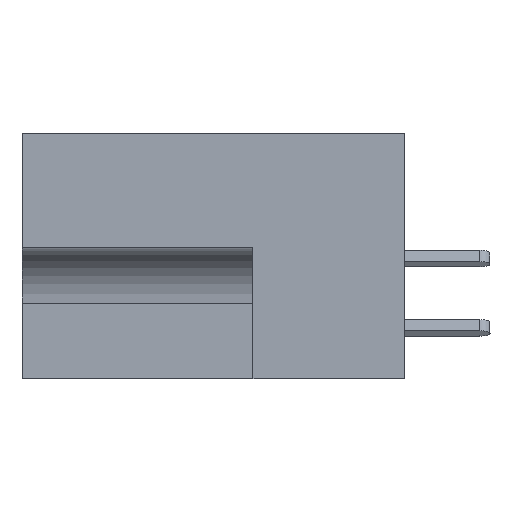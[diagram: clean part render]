
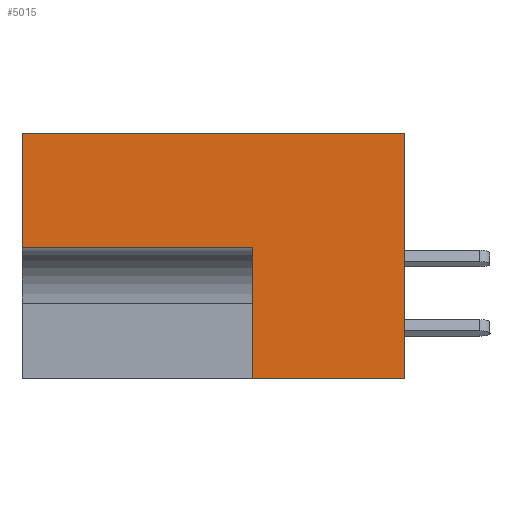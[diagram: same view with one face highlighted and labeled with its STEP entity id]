
A CAD part, left-side view. The second image highlights one B-rep face of the part: STEP entity #5015.
In plain terms, the highlighted planar face has unit normal (-1, 0, 0).
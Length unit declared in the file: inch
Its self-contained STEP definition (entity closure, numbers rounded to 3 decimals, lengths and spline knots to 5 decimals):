
#425 = EDGE_CURVE ( 'NONE', #2236, #6716, #1799, .T. ) ;
#948 = CARTESIAN_POINT ( 'NONE',  ( 0., 0.828, 0. ) ) ;
#950 = PLANE ( 'NONE',  #16137 ) ;
#1069 = ORIENTED_EDGE ( 'NONE', *, *, #425, .F. ) ;
#1117 = DIRECTION ( 'NONE',  ( 0., 0., 1. ) ) ;
#1799 = LINE ( 'NONE', #2069, #13151 ) ;
#1995 = ORIENTED_EDGE ( 'NONE', *, *, #12860, .F. ) ;
#2069 = CARTESIAN_POINT ( 'NONE',  ( 0., 0.328, -0.248 ) ) ;
#2236 = VERTEX_POINT ( 'NONE', #9332 ) ;
#2496 = DIRECTION ( 'NONE',  ( 0., 0., 1. ) ) ;
#2799 = LINE ( 'NONE', #15179, #17329 ) ;
#2889 = FACE_OUTER_BOUND ( 'NONE', #3681, .T. ) ;
#3484 = CARTESIAN_POINT ( 'NONE',  ( 0., 0.453, 0. ) ) ;
#3543 = DIRECTION ( 'NONE',  ( 0., 0., -1. ) ) ;
#3681 = EDGE_LOOP ( 'NONE', ( #16605, #1069, #8989, #11117, #15613, #1995 ) ) ;
#4368 = CARTESIAN_POINT ( 'NONE',  ( 0., 0.828, -0.248 ) ) ;
#5015 = ADVANCED_FACE ( 'NONE', ( #2889 ), #950, .F. ) ;
#5248 = CARTESIAN_POINT ( 'NONE',  ( 0., 0.328, -0.531 ) ) ;
#6048 = VERTEX_POINT ( 'NONE', #5248 ) ;
#6386 = LINE ( 'NONE', #16825, #8679 ) ;
#6716 = VERTEX_POINT ( 'NONE', #4368 ) ;
#7035 = VERTEX_POINT ( 'NONE', #948 ) ;
#7905 = EDGE_CURVE ( 'NONE', #9361, #16564, #14683, .T. ) ;
#8679 = VECTOR ( 'NONE', #1117, 39.37008 ) ;
#8989 = ORIENTED_EDGE ( 'NONE', *, *, #10889, .F. ) ;
#9307 = CARTESIAN_POINT ( 'NONE',  ( 0., 0., -0.531 ) ) ;
#9332 = CARTESIAN_POINT ( 'NONE',  ( 0., 0.328, -0.248 ) ) ;
#9361 = VERTEX_POINT ( 'NONE', #9307 ) ;
#9945 = CARTESIAN_POINT ( 'NONE',  ( 0., 0., 0. ) ) ;
#10523 = EDGE_CURVE ( 'NONE', #6048, #9361, #17124, .T. ) ;
#10558 = EDGE_CURVE ( 'NONE', #6716, #7035, #13536, .T. ) ;
#10793 = VECTOR ( 'NONE', #14374, 39.37008 ) ;
#10889 = EDGE_CURVE ( 'NONE', #6048, #2236, #6386, .T. ) ;
#10971 = VECTOR ( 'NONE', #2496, 39.37008 ) ;
#11117 = ORIENTED_EDGE ( 'NONE', *, *, #10523, .T. ) ;
#12860 = EDGE_CURVE ( 'NONE', #7035, #16564, #2799, .T. ) ;
#13113 = CARTESIAN_POINT ( 'NONE',  ( 0., 0., 0. ) ) ;
#13151 = VECTOR ( 'NONE', #16700, 39.37008 ) ;
#13536 = LINE ( 'NONE', #17202, #10971 ) ;
#13608 = DIRECTION ( 'NONE',  ( 0., -1., 0. ) ) ;
#14374 = DIRECTION ( 'NONE',  ( 0., -1., 0. ) ) ;
#14482 = VECTOR ( 'NONE', #16529, 39.37008 ) ;
#14683 = LINE ( 'NONE', #9945, #14482 ) ;
#15179 = CARTESIAN_POINT ( 'NONE',  ( 0., 0.453, 0. ) ) ;
#15603 = DIRECTION ( 'NONE',  ( 1., 0., 0. ) ) ;
#15613 = ORIENTED_EDGE ( 'NONE', *, *, #7905, .T. ) ;
#15900 = CARTESIAN_POINT ( 'NONE',  ( 0., 0.453, -0.531 ) ) ;
#16137 = AXIS2_PLACEMENT_3D ( 'NONE', #3484, #15603, #3543 ) ;
#16529 = DIRECTION ( 'NONE',  ( 0., 0., 1. ) ) ;
#16564 = VERTEX_POINT ( 'NONE', #13113 ) ;
#16605 = ORIENTED_EDGE ( 'NONE', *, *, #10558, .F. ) ;
#16700 = DIRECTION ( 'NONE',  ( 0., 1., 0. ) ) ;
#16825 = CARTESIAN_POINT ( 'NONE',  ( 0., 0.328, -0.531 ) ) ;
#17124 = LINE ( 'NONE', #15900, #10793 ) ;
#17202 = CARTESIAN_POINT ( 'NONE',  ( 0., 0.828, 0. ) ) ;
#17329 = VECTOR ( 'NONE', #13608, 39.37008 ) ;
